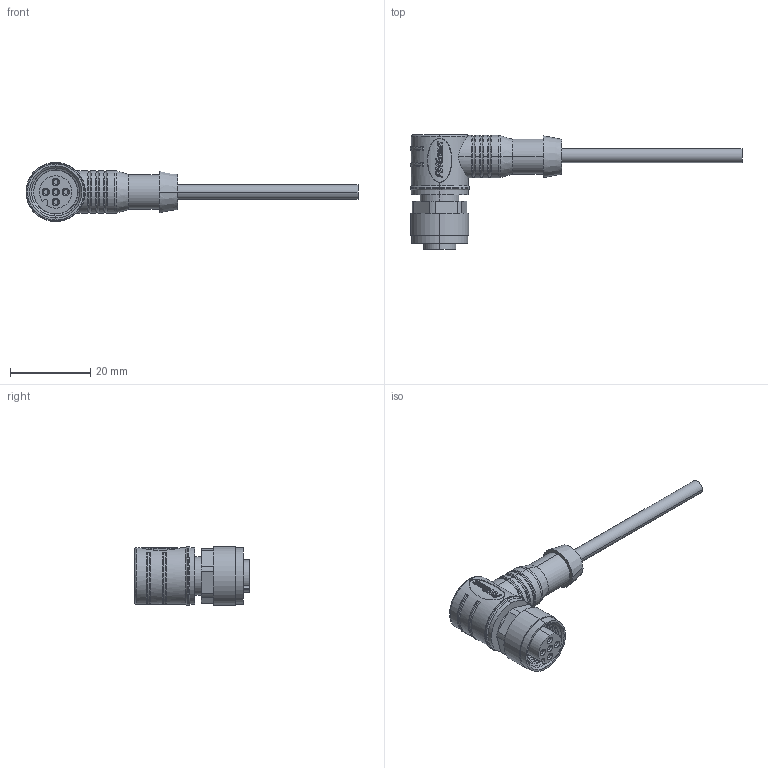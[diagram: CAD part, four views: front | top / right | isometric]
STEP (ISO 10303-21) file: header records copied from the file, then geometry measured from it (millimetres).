
FILE_DESCRIPTION (( 'STEP AP203' ), '1' );
FILE_NAME ('P108.STEP', '2020-03-31T03:35:36', ( 'edpusr' ), ( 'Microsoft' ), 'SwSTEP 2.0', 'SolidWorks 2015', '' );
FILE_SCHEMA (( 'CONFIG_CONTROL_DESIGN' ));
Length unit declared in the file: millimetre
Products named in the file (1): P108
Bounding box: 82.8 x 28.6 x 14.8 mm (x, y, z)
Volume: 5910.3 mm3; surface area: 3913.2 mm2
Topology: 2 solids, 2 shells, 354 faces, 930 edges, 607 vertices
Faces by surface type: bspline 201, cylinder 83, plane 54, cone 16
Entity records: 17473 total; most frequent: CARTESIAN_POINT 9966, ORIENTED_EDGE 1860, DIRECTION 1013, EDGE_CURVE 930, VERTEX_POINT 607, EDGE_LOOP 381, B_SPLINE_CURVE_WITH_KNOTS 365, LINE 357
